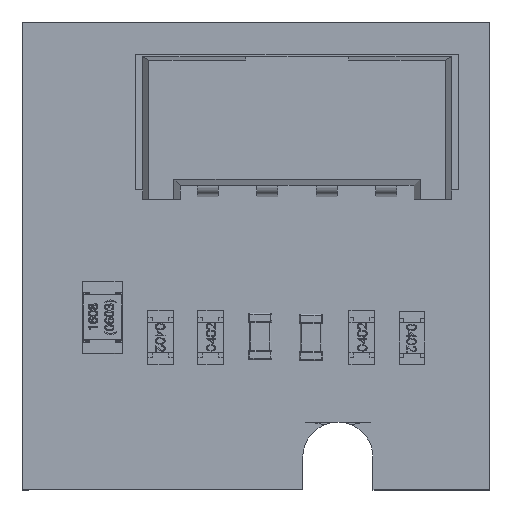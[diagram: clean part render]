
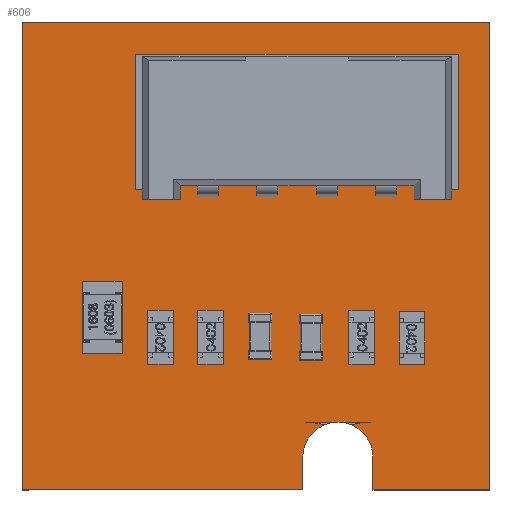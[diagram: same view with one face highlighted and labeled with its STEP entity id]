
A CAD part, top view. The second image highlights one B-rep face of the part: STEP entity #606.
In plain terms, the highlighted planar face has unit normal (0, 0, 1).
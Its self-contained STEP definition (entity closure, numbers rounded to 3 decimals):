
#113 = VERTEX_POINT('',#114);
#114 = CARTESIAN_POINT('',(0.,0.,0.411));
#120 = EDGE_CURVE('',#113,#121,#123,.T.);
#121 = VERTEX_POINT('',#122);
#122 = CARTESIAN_POINT('',(0.,10.,0.411));
#123 = LINE('',#124,#125);
#124 = CARTESIAN_POINT('',(0.,0.,0.411));
#125 = VECTOR('',#126,1.);
#126 = DIRECTION('',(0.,1.,0.));
#151 = EDGE_CURVE('',#121,#152,#154,.T.);
#152 = VERTEX_POINT('',#153);
#153 = CARTESIAN_POINT('',(10.,10.,0.411));
#154 = LINE('',#155,#156);
#155 = CARTESIAN_POINT('',(0.,10.,0.411));
#156 = VECTOR('',#157,1.);
#157 = DIRECTION('',(1.,0.,0.));
#182 = EDGE_CURVE('',#152,#183,#185,.T.);
#183 = VERTEX_POINT('',#184);
#184 = CARTESIAN_POINT('',(10.,0.,0.411));
#185 = LINE('',#186,#187);
#186 = CARTESIAN_POINT('',(10.,10.,0.411));
#187 = VECTOR('',#188,1.);
#188 = DIRECTION('',(0.,-1.,0.));
#213 = EDGE_CURVE('',#183,#214,#216,.T.);
#214 = VERTEX_POINT('',#215);
#215 = CARTESIAN_POINT('',(7.5,0.,0.411));
#216 = LINE('',#217,#218);
#217 = CARTESIAN_POINT('',(10.,0.,0.411));
#218 = VECTOR('',#219,1.);
#219 = DIRECTION('',(-1.,0.,0.));
#244 = EDGE_CURVE('',#214,#245,#247,.T.);
#245 = VERTEX_POINT('',#246);
#246 = CARTESIAN_POINT('',(7.5,0.7,0.411));
#247 = LINE('',#248,#249);
#248 = CARTESIAN_POINT('',(7.5,0.,0.411));
#249 = VECTOR('',#250,1.);
#250 = DIRECTION('',(0.,1.,0.));
#275 = EDGE_CURVE('',#245,#276,#278,.T.);
#276 = VERTEX_POINT('',#277);
#277 = CARTESIAN_POINT('',(7.041,1.391,0.411));
#278 = CIRCLE('',#279,0.75);
#279 = AXIS2_PLACEMENT_3D('',#280,#281,#282);
#280 = CARTESIAN_POINT('',(6.75,0.7,0.411));
#281 = DIRECTION('',(0.,0.,1.));
#282 = DIRECTION('',(1.,0.,0.));
#310 = VERTEX_POINT('',#311);
#311 = CARTESIAN_POINT('',(7.45,1.45,0.411));
#317 = EDGE_CURVE('',#310,#276,#318,.T.);
#318 = CIRCLE('',#319,1.45);
#319 = AXIS2_PLACEMENT_3D('',#320,#321,#322);
#320 = CARTESIAN_POINT('',(7.45,0.,0.411));
#321 = DIRECTION('',(0.,0.,1.));
#322 = DIRECTION('',(0.,1.,0.));
#343 = VERTEX_POINT('',#344);
#344 = CARTESIAN_POINT('',(6.752,1.45,0.411));
#350 = EDGE_CURVE('',#343,#310,#351,.T.);
#351 = LINE('',#352,#353);
#352 = CARTESIAN_POINT('',(6.05,1.45,0.411));
#353 = VECTOR('',#354,1.);
#354 = DIRECTION('',(1.,0.,0.));
#372 = EDGE_CURVE('',#343,#373,#375,.T.);
#373 = VERTEX_POINT('',#374);
#374 = CARTESIAN_POINT('',(6.748,1.45,0.411));
#375 = CIRCLE('',#376,0.75);
#376 = AXIS2_PLACEMENT_3D('',#377,#378,#379);
#377 = CARTESIAN_POINT('',(6.75,0.7,0.411));
#378 = DIRECTION('',(0.,0.,1.));
#379 = DIRECTION('',(1.,0.,0.));
#407 = VERTEX_POINT('',#408);
#408 = CARTESIAN_POINT('',(6.05,1.45,0.411));
#414 = EDGE_CURVE('',#407,#373,#415,.T.);
#415 = LINE('',#416,#417);
#416 = CARTESIAN_POINT('',(6.05,1.45,0.411));
#417 = VECTOR('',#418,1.);
#418 = DIRECTION('',(1.,0.,0.));
#438 = VERTEX_POINT('',#439);
#439 = CARTESIAN_POINT('',(6.459,1.391,0.411));
#445 = EDGE_CURVE('',#438,#407,#446,.T.);
#446 = CIRCLE('',#447,1.45);
#447 = AXIS2_PLACEMENT_3D('',#448,#449,#450);
#448 = CARTESIAN_POINT('',(6.05,0.,0.411));
#449 = DIRECTION('',(0.,0.,1.));
#450 = DIRECTION('',(0.,-1.,0.));
#469 = EDGE_CURVE('',#438,#470,#472,.T.);
#470 = VERTEX_POINT('',#471);
#471 = CARTESIAN_POINT('',(6.,0.7,0.411));
#472 = CIRCLE('',#473,0.75);
#473 = AXIS2_PLACEMENT_3D('',#474,#475,#476);
#474 = CARTESIAN_POINT('',(6.75,0.7,0.411));
#475 = DIRECTION('',(0.,0.,1.));
#476 = DIRECTION('',(1.,0.,0.));
#502 = EDGE_CURVE('',#470,#503,#505,.T.);
#503 = VERTEX_POINT('',#504);
#504 = CARTESIAN_POINT('',(6.,0.008,0.411));
#505 = LINE('',#506,#507);
#506 = CARTESIAN_POINT('',(6.,0.7,0.411));
#507 = VECTOR('',#508,1.);
#508 = DIRECTION('',(0.,-1.,0.));
#533 = EDGE_CURVE('',#503,#534,#536,.T.);
#534 = VERTEX_POINT('',#535);
#535 = CARTESIAN_POINT('',(6.,0.,0.411));
#536 = CIRCLE('',#537,1.45);
#537 = AXIS2_PLACEMENT_3D('',#538,#539,#540);
#538 = CARTESIAN_POINT('',(7.45,0.,0.411));
#539 = DIRECTION('',(0.,0.,1.));
#540 = DIRECTION('',(0.,1.,0.));
#566 = EDGE_CURVE('',#534,#113,#567,.T.);
#567 = LINE('',#568,#569);
#568 = CARTESIAN_POINT('',(6.,0.,0.411));
#569 = VECTOR('',#570,1.);
#570 = DIRECTION('',(-1.,0.,0.));
#606 = ADVANCED_FACE('',(#607),#624,.T.);
#607 = FACE_BOUND('',#608,.T.);
#608 = EDGE_LOOP('',(#609,#610,#611,#612,#613,#614,#615,#616,#617,#618,
    #619,#620,#621,#622,#623));
#609 = ORIENTED_EDGE('',*,*,#120,.F.);
#610 = ORIENTED_EDGE('',*,*,#566,.F.);
#611 = ORIENTED_EDGE('',*,*,#533,.F.);
#612 = ORIENTED_EDGE('',*,*,#502,.F.);
#613 = ORIENTED_EDGE('',*,*,#469,.F.);
#614 = ORIENTED_EDGE('',*,*,#445,.T.);
#615 = ORIENTED_EDGE('',*,*,#414,.T.);
#616 = ORIENTED_EDGE('',*,*,#372,.F.);
#617 = ORIENTED_EDGE('',*,*,#350,.T.);
#618 = ORIENTED_EDGE('',*,*,#317,.T.);
#619 = ORIENTED_EDGE('',*,*,#275,.F.);
#620 = ORIENTED_EDGE('',*,*,#244,.F.);
#621 = ORIENTED_EDGE('',*,*,#213,.F.);
#622 = ORIENTED_EDGE('',*,*,#182,.F.);
#623 = ORIENTED_EDGE('',*,*,#151,.F.);
#624 = PLANE('',#625);
#625 = AXIS2_PLACEMENT_3D('',#626,#627,#628);
#626 = CARTESIAN_POINT('',(0.,0.,0.411));
#627 = DIRECTION('',(0.,0.,1.));
#628 = DIRECTION('',(1.,0.,0.));
